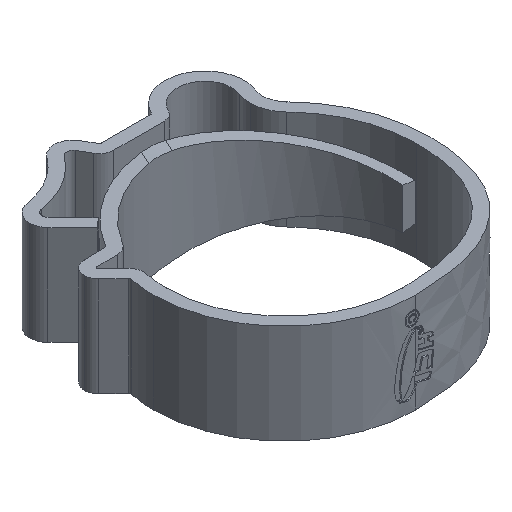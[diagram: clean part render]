
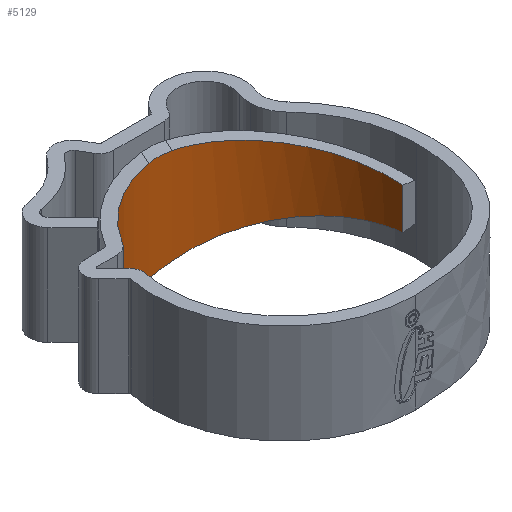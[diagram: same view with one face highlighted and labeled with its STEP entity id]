
A CAD part, isometric view. The second image highlights one B-rep face of the part: STEP entity #5129.
In plain terms, the highlighted cylindrical face has radius 9.5 mm (diameter 19 mm), a partial arc.
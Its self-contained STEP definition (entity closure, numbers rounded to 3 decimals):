
#99 = VERTEX_POINT ( 'NONE', #5030 ) ;
#417 = CARTESIAN_POINT ( 'NONE',  ( 0.459, 9.489, -3.843 ) ) ;
#721 = CARTESIAN_POINT ( 'NONE',  ( 9.5, 5.354, 2.059 ) ) ;
#740 = CARTESIAN_POINT ( 'NONE',  ( 0.459, 9.489, -3.843 ) ) ;
#929 = ORIENTED_EDGE ( 'NONE', *, *, #8486, .T. ) ;
#1287 = EDGE_CURVE ( 'NONE', #3527, #99, #7936, .T. ) ;
#1386 = CARTESIAN_POINT ( 'NONE',  ( -0.203, 9.521, -3.953 ) ) ;
#1405 = ORIENTED_EDGE ( 'NONE', *, *, #1287, .T. ) ;
#1477 = B_SPLINE_CURVE_WITH_KNOTS ( 'NONE', 3,
 ( #5297, #4647, #1386, #740 ),
 .UNSPECIFIED., .F., .F.,
 ( 4, 4 ),
 ( 0., 0.002 ),
 .UNSPECIFIED. ) ;
#1506 = CARTESIAN_POINT ( 'NONE',  ( -0.203, 9.521, 3.953 ) ) ;
#1670 = DIRECTION ( 'NONE',  ( 0., 0., -1. ) ) ;
#1732 = VERTEX_POINT ( 'NONE', #2761 ) ;
#1782 = CYLINDRICAL_SURFACE ( 'NONE', #7980, 9.5 ) ;
#2229 = VECTOR ( 'NONE', #1670, 1000. ) ;
#2266 = ORIENTED_EDGE ( 'NONE', *, *, #7441, .T. ) ;
#2305 = EDGE_CURVE ( 'NONE', #6438, #3310, #6538, .T. ) ;
#2324 = CARTESIAN_POINT ( 'NONE',  ( -0.867, 9.484, 4. ) ) ;
#2428 = FACE_OUTER_BOUND ( 'NONE', #7740, .T. ) ;
#2560 = EDGE_CURVE ( 'NONE', #6438, #99, #7233, .T. ) ;
#2595 = CIRCLE ( 'NONE', #6730, 9.5 ) ;
#2761 = CARTESIAN_POINT ( 'NONE',  ( -1.53, 9.376, 4. ) ) ;
#2814 = CARTESIAN_POINT ( 'NONE',  ( 5.807, 9.23, -2.95 ) ) ;
#2894 = CARTESIAN_POINT ( 'NONE',  ( 9.5, 5.354, -2.059 ) ) ;
#2913 = CIRCLE ( 'NONE', #3202, 9.5 ) ;
#2982 = VERTEX_POINT ( 'NONE', #4097 ) ;
#3202 = AXIS2_PLACEMENT_3D ( 'NONE', #4504, #6550, #7902 ) ;
#3287 = VERTEX_POINT ( 'NONE', #6993 ) ;
#3310 = VERTEX_POINT ( 'NONE', #8372 ) ;
#3391 = ORIENTED_EDGE ( 'NONE', *, *, #8170, .T. ) ;
#3466 = DIRECTION ( 'NONE',  ( 0., 0., -1. ) ) ;
#3527 = VERTEX_POINT ( 'NONE', #417 ) ;
#3657 = LINE ( 'NONE', #5676, #2229 ) ;
#3675 = DIRECTION ( 'NONE',  ( 0., 0., 1. ) ) ;
#3951 = CARTESIAN_POINT ( 'NONE',  ( 9.5, 0., 1.663 ) ) ;
#4097 = CARTESIAN_POINT ( 'NONE',  ( -1.53, 9.376, -4. ) ) ;
#4173 = EDGE_CURVE ( 'NONE', #3310, #1732, #5145, .T. ) ;
#4260 = CARTESIAN_POINT ( 'NONE',  ( 0.459, 9.489, 3.843 ) ) ;
#4406 = VERTEX_POINT ( 'NONE', #4632 ) ;
#4449 = CARTESIAN_POINT ( 'NONE',  ( 0., 0., 4. ) ) ;
#4504 = CARTESIAN_POINT ( 'NONE',  ( 0., 0., 4. ) ) ;
#4632 = CARTESIAN_POINT ( 'NONE',  ( -8.149, 4.883, 4. ) ) ;
#4647 = CARTESIAN_POINT ( 'NONE',  ( -0.867, 9.484, -4. ) ) ;
#5030 = CARTESIAN_POINT ( 'NONE',  ( 9.5, 0., -1.663 ) ) ;
#5080 = DIRECTION ( 'NONE',  ( 1., 0., 0. ) ) ;
#5090 = DIRECTION ( 'NONE',  ( 0., 0., -1. ) ) ;
#5129 = ADVANCED_FACE ( 'NONE', ( #2428 ), #1782, .F. ) ;
#5145 = B_SPLINE_CURVE_WITH_KNOTS ( 'NONE', 3,
 ( #4260, #1506, #2324, #6292 ),
 .UNSPECIFIED., .F., .F.,
 ( 4, 4 ),
 ( 0., 0.002 ),
 .UNSPECIFIED. ) ;
#5297 = CARTESIAN_POINT ( 'NONE',  ( -1.53, 9.376, -4. ) ) ;
#5676 = CARTESIAN_POINT ( 'NONE',  ( -8.149, 4.883, 4. ) ) ;
#6006 = CARTESIAN_POINT ( 'NONE',  ( 9.5, 0., 4. ) ) ;
#6080 = CARTESIAN_POINT ( 'NONE',  ( 9.5, 0., 1.663 ) ) ;
#6199 = EDGE_CURVE ( 'NONE', #2982, #3287, #2595, .T. ) ;
#6292 = CARTESIAN_POINT ( 'NONE',  ( -1.53, 9.376, 4. ) ) ;
#6438 = VERTEX_POINT ( 'NONE', #6080 ) ;
#6512 = CARTESIAN_POINT ( 'NONE',  ( 5.807, 9.23, 2.95 ) ) ;
#6538 =( BOUNDED_CURVE ( )  B_SPLINE_CURVE ( 3, ( #3951, #721, #6512, #7333 ),
 .UNSPECIFIED., .F., .F. ) 
 B_SPLINE_CURVE_WITH_KNOTS ( ( 4, 4 ),
 ( 0.425, 1.947 ),
 .UNSPECIFIED. ) 
 CURVE ( )  GEOMETRIC_REPRESENTATION_ITEM ( )  RATIONAL_B_SPLINE_CURVE ( ( 1., 0.816, 0.816, 1. ) ) 
 REPRESENTATION_ITEM ( '' )  );
#6550 = DIRECTION ( 'NONE',  ( 0., 0., 1. ) ) ;
#6730 = AXIS2_PLACEMENT_3D ( 'NONE', #8385, #3675, #5080 ) ;
#6789 = CARTESIAN_POINT ( 'NONE',  ( 0.459, 9.489, -3.843 ) ) ;
#6797 = ORIENTED_EDGE ( 'NONE', *, *, #2560, .F. ) ;
#6993 = CARTESIAN_POINT ( 'NONE',  ( -8.149, 4.883, -4. ) ) ;
#7233 = LINE ( 'NONE', #6006, #8094 ) ;
#7333 = CARTESIAN_POINT ( 'NONE',  ( 0.459, 9.489, 3.843 ) ) ;
#7441 = EDGE_CURVE ( 'NONE', #2982, #3527, #1477, .T. ) ;
#7532 = ORIENTED_EDGE ( 'NONE', *, *, #6199, .F. ) ;
#7709 = DIRECTION ( 'NONE',  ( -1., 0., 0. ) ) ;
#7740 = EDGE_LOOP ( 'NONE', ( #7532, #2266, #1405, #6797, #8199, #7811, #3391, #929 ) ) ;
#7811 = ORIENTED_EDGE ( 'NONE', *, *, #4173, .T. ) ;
#7902 = DIRECTION ( 'NONE',  ( 1., 0., 0. ) ) ;
#7936 =( BOUNDED_CURVE ( )  B_SPLINE_CURVE ( 3, ( #6789, #2814, #2894, #8138 ),
 .UNSPECIFIED., .F., .T. ) 
 B_SPLINE_CURVE_WITH_KNOTS ( ( 4, 4 ),
 ( 1.194, 2.717 ),
 .UNSPECIFIED. ) 
 CURVE ( )  GEOMETRIC_REPRESENTATION_ITEM ( )  RATIONAL_B_SPLINE_CURVE ( ( 1., 0.816, 0.816, 1. ) ) 
 REPRESENTATION_ITEM ( '' )  );
#7980 = AXIS2_PLACEMENT_3D ( 'NONE', #4449, #5090, #7709 ) ;
#8094 = VECTOR ( 'NONE', #3466, 1000. ) ;
#8138 = CARTESIAN_POINT ( 'NONE',  ( 9.5, 0., -1.663 ) ) ;
#8170 = EDGE_CURVE ( 'NONE', #1732, #4406, #2913, .T. ) ;
#8199 = ORIENTED_EDGE ( 'NONE', *, *, #2305, .T. ) ;
#8372 = CARTESIAN_POINT ( 'NONE',  ( 0.459, 9.489, 3.843 ) ) ;
#8385 = CARTESIAN_POINT ( 'NONE',  ( 0., 0., -4. ) ) ;
#8486 = EDGE_CURVE ( 'NONE', #4406, #3287, #3657, .T. ) ;
